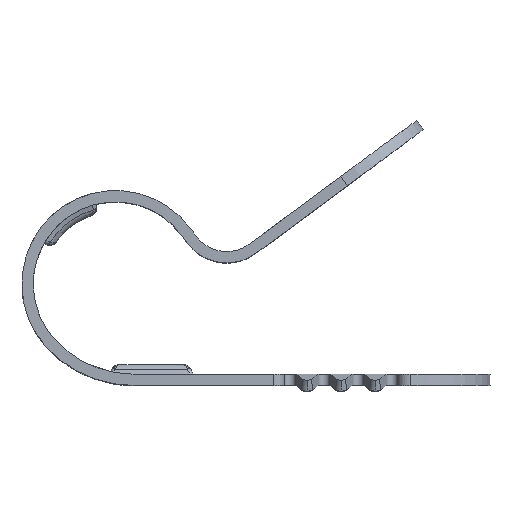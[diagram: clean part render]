
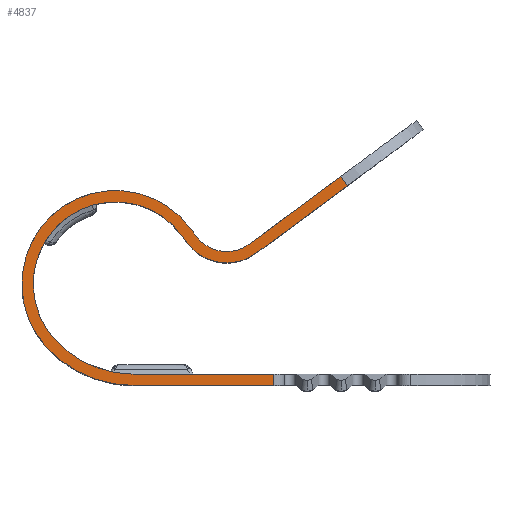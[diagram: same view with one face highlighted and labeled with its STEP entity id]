
A CAD part, top view. The second image highlights one B-rep face of the part: STEP entity #4837.
In plain terms, the highlighted planar face has unit normal (0, 0, 1).
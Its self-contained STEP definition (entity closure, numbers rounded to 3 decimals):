
#184=CIRCLE('',#5054,2.6);
#186=CIRCLE('',#5057,2.);
#216=CIRCLE('',#5179,6.2);
#218=CIRCLE('',#5182,4.95);
#220=CIRCLE('',#5185,5.6);
#222=CIRCLE('',#5189,4.35);
#2014=ORIENTED_EDGE('',*,*,#2744,.F.);
#2015=ORIENTED_EDGE('',*,*,#2748,.T.);
#2016=ORIENTED_EDGE('',*,*,#2535,.T.);
#2017=ORIENTED_EDGE('',*,*,#2741,.F.);
#2018=ORIENTED_EDGE('',*,*,#2732,.T.);
#2019=ORIENTED_EDGE('',*,*,#2728,.T.);
#2020=ORIENTED_EDGE('',*,*,#2720,.T.);
#2021=ORIENTED_EDGE('',*,*,#2725,.F.);
#2022=ORIENTED_EDGE('',*,*,#2713,.F.);
#2023=ORIENTED_EDGE('',*,*,#2736,.F.);
#2024=ORIENTED_EDGE('',*,*,#2739,.F.);
#2025=ORIENTED_EDGE('',*,*,#2750,.T.);
#2026=ORIENTED_EDGE('',*,*,#2531,.T.);
#2027=ORIENTED_EDGE('',*,*,#2753,.T.);
#2531=EDGE_CURVE('',#3067,#3069,#184,.T.);
#2535=EDGE_CURVE('',#3070,#3073,#186,.T.);
#2713=EDGE_CURVE('',#3193,#3194,#3531,.T.);
#2720=EDGE_CURVE('',#3198,#3197,#3532,.T.);
#2725=EDGE_CURVE('',#3194,#3197,#3537,.T.);
#2728=EDGE_CURVE('',#3201,#3198,#216,.T.);
#2732=EDGE_CURVE('',#3202,#3201,#218,.T.);
#2736=EDGE_CURVE('',#3205,#3193,#220,.T.);
#2739=EDGE_CURVE('',#3207,#3205,#222,.T.);
#2741=EDGE_CURVE('',#3202,#3073,#3545,.T.);
#2744=EDGE_CURVE('',#3210,#3211,#3546,.T.);
#2748=EDGE_CURVE('',#3210,#3070,#3548,.T.);
#2750=EDGE_CURVE('',#3207,#3067,#3550,.T.);
#2753=EDGE_CURVE('',#3069,#3211,#3553,.T.);
#3067=VERTEX_POINT('',#10904);
#3069=VERTEX_POINT('',#10908);
#3070=VERTEX_POINT('',#10912);
#3073=VERTEX_POINT('',#10917);
#3193=VERTEX_POINT('',#11273);
#3194=VERTEX_POINT('',#11275);
#3197=VERTEX_POINT('',#11286);
#3198=VERTEX_POINT('',#11288);
#3201=VERTEX_POINT('',#11301);
#3202=VERTEX_POINT('',#11305);
#3205=VERTEX_POINT('',#11314);
#3207=VERTEX_POINT('',#11321);
#3210=VERTEX_POINT('',#11333);
#3211=VERTEX_POINT('',#11334);
#3531=LINE('',#11274,#3871);
#3532=LINE('',#11287,#3872);
#3537=LINE('',#11295,#3877);
#3545=LINE('',#11325,#3885);
#3546=LINE('',#11332,#3886);
#3548=LINE('',#11341,#3888);
#3550=LINE('',#11344,#3890);
#3553=LINE('',#11349,#3893);
#3871=VECTOR('',#6155,1000.);
#3872=VECTOR('',#6172,1000.);
#3877=VECTOR('',#6179,1000.);
#3885=VECTOR('',#6215,1000.);
#3886=VECTOR('',#6224,1000.);
#3888=VECTOR('',#6232,1000.);
#3890=VECTOR('',#6236,1000.);
#3893=VECTOR('',#6243,1000.);
#4177=EDGE_LOOP('',(#2014,#2015,#2016,#2017,#2018,#2019,#2020,#2021,#2022,
#2023,#2024,#2025,#2026,#2027));
#4461=FACE_BOUND('',#4177,.T.);
#4564=PLANE('',#5201);
#4837=ADVANCED_FACE('',(#4461),#4564,.T.);
#5054=AXIS2_PLACEMENT_3D('',#10909,#5800,#5801);
#5057=AXIS2_PLACEMENT_3D('',#10918,#5808,#5809);
#5179=AXIS2_PLACEMENT_3D('',#11300,#6185,#6186);
#5182=AXIS2_PLACEMENT_3D('',#11308,#6193,#6194);
#5185=AXIS2_PLACEMENT_3D('',#11315,#6201,#6202);
#5189=AXIS2_PLACEMENT_3D('',#11322,#6210,#6211);
#5201=AXIS2_PLACEMENT_3D('',#11350,#6244,#6245);
#5800=DIRECTION('',(0.,0.,1.));
#5801=DIRECTION('',(1.,0.,0.));
#5808=DIRECTION('',(0.,0.,-1.));
#5809=DIRECTION('',(-1.,0.,0.));
#6155=DIRECTION('',(1.,0.,0.));
#6172=DIRECTION('',(1.,0.,0.));
#6179=DIRECTION('',(0.,-1.,0.));
#6185=DIRECTION('',(0.,0.,1.));
#6186=DIRECTION('',(1.,0.,0.));
#6193=DIRECTION('',(0.,0.,1.));
#6194=DIRECTION('',(1.,0.,0.));
#6201=DIRECTION('',(0.,0.,1.));
#6202=DIRECTION('',(1.,0.,0.));
#6210=DIRECTION('',(0.,0.,1.));
#6211=DIRECTION('',(1.,0.,0.));
#6215=DIRECTION('',(0.595,-0.804,0.));
#6224=DIRECTION('',(0.595,-0.804,0.));
#6232=DIRECTION('',(-0.804,-0.595,0.));
#6236=DIRECTION('',(0.595,-0.804,0.));
#6243=DIRECTION('',(0.804,0.595,0.));
#6244=DIRECTION('',(0.,0.,1.));
#6245=DIRECTION('',(1.,0.,0.));
#10904=CARTESIAN_POINT('',(25.499,33.067,5.));
#10908=CARTESIAN_POINT('',(29.136,32.523,5.));
#10909=CARTESIAN_POINT('',(27.589,34.613,5.));
#10912=CARTESIAN_POINT('',(28.779,33.006,5.));
#10917=CARTESIAN_POINT('',(25.981,33.424,5.));
#10918=CARTESIAN_POINT('',(27.589,34.613,5.));
#11273=CARTESIAN_POINT('',(22.626,26.129,5.));
#11274=CARTESIAN_POINT('',(40.526,26.129,5.));
#11275=CARTESIAN_POINT('',(30.043,26.129,5.));
#11286=CARTESIAN_POINT('',(30.043,25.529,5.));
#11287=CARTESIAN_POINT('',(40.526,25.529,5.));
#11288=CARTESIAN_POINT('',(22.626,25.529,5.));
#11295=CARTESIAN_POINT('',(30.043,0.,5.));
#11300=CARTESIAN_POINT('',(22.626,31.729,5.));
#11301=CARTESIAN_POINT('',(17.996,27.606,5.));
#11305=CARTESIAN_POINT('',(25.672,33.842,5.));
#11308=CARTESIAN_POINT('',(21.693,30.897,5.));
#11314=CARTESIAN_POINT('',(18.444,28.005,5.));
#11315=CARTESIAN_POINT('',(22.626,31.729,5.));
#11321=CARTESIAN_POINT('',(25.19,33.485,5.));
#11322=CARTESIAN_POINT('',(21.693,30.897,5.));
#11325=CARTESIAN_POINT('',(25.671,33.843,5.));
#11332=CARTESIAN_POINT('',(57.813,3.884,5.));
#11333=CARTESIAN_POINT('',(33.616,36.585,5.));
#11334=CARTESIAN_POINT('',(33.973,36.103,5.));
#11341=CARTESIAN_POINT('',(-0.605,11.263,5.));
#11344=CARTESIAN_POINT('',(26.25,32.053,5.));
#11349=CARTESIAN_POINT('',(-0.605,10.516,5.));
#11350=CARTESIAN_POINT('',(-0.605,3.408,5.));
